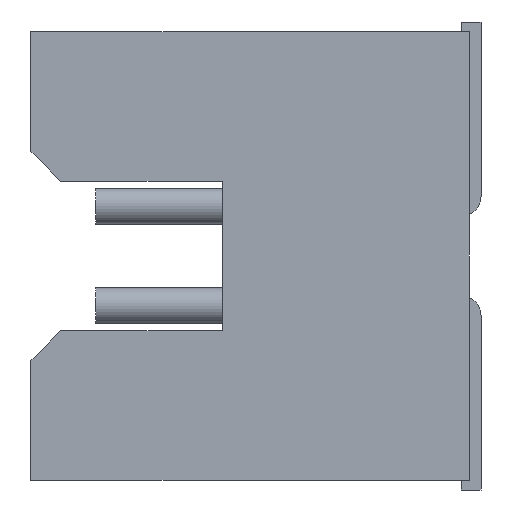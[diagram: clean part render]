
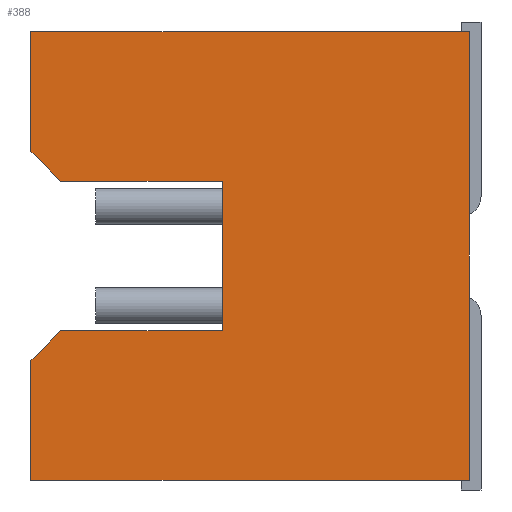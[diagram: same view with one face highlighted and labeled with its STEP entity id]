
A CAD part, left-side view. The second image highlights one B-rep face of the part: STEP entity #388.
In plain terms, the highlighted planar face has unit normal (-1, 0, 0).
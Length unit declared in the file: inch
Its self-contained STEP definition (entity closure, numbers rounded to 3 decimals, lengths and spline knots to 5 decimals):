
#388 = ADVANCED_FACE( '', ( #967 ), #968, .F. );
#967 = FACE_OUTER_BOUND( '', #1777, .T. );
#968 = PLANE( '', #1778 );
#1777 = EDGE_LOOP( '', ( #2804, #2805, #2806, #2807, #2808, #2809, #2810, #2811, #2812, #2813 ) );
#1778 = AXIS2_PLACEMENT_3D( '', #2814, #2815, #2816 );
#2804 = ORIENTED_EDGE( '', *, *, #5011, .T. );
#2805 = ORIENTED_EDGE( '', *, *, #5012, .T. );
#2806 = ORIENTED_EDGE( '', *, *, #5013, .F. );
#2807 = ORIENTED_EDGE( '', *, *, #5014, .F. );
#2808 = ORIENTED_EDGE( '', *, *, #4972, .T. );
#2809 = ORIENTED_EDGE( '', *, *, #5015, .F. );
#2810 = ORIENTED_EDGE( '', *, *, #4996, .T. );
#2811 = ORIENTED_EDGE( '', *, *, #5016, .T. );
#2812 = ORIENTED_EDGE( '', *, *, #5017, .F. );
#2813 = ORIENTED_EDGE( '', *, *, #5018, .F. );
#2814 = CARTESIAN_POINT( '', ( -0.3125, 0.22, -0.1125 ) );
#2815 = DIRECTION( '', ( 1., 0., 0. ) );
#2816 = DIRECTION( '', ( 0., 0., -1. ) );
#4972 = EDGE_CURVE( '', #6031, #6029, #6032, .T. );
#4996 = EDGE_CURVE( '', #6074, #6072, #6075, .T. );
#5011 = EDGE_CURVE( '', #6097, #6098, #6099, .T. );
#5012 = EDGE_CURVE( '', #6098, #6100, #6101, .T. );
#5013 = EDGE_CURVE( '', #6102, #6100, #6103, .T. );
#5014 = EDGE_CURVE( '', #6031, #6102, #6104, .T. );
#5015 = EDGE_CURVE( '', #6074, #6029, #6105, .T. );
#5016 = EDGE_CURVE( '', #6072, #6106, #6107, .T. );
#5017 = EDGE_CURVE( '', #6108, #6106, #6109, .T. );
#5018 = EDGE_CURVE( '', #6097, #6108, #6110, .T. );
#6029 = VERTEX_POINT( '', #7519 );
#6031 = VERTEX_POINT( '', #7522 );
#6032 = LINE( '', #7523, #7524 );
#6072 = VERTEX_POINT( '', #7579 );
#6074 = VERTEX_POINT( '', #7582 );
#6075 = LINE( '', #7583, #7584 );
#6097 = VERTEX_POINT( '', #7612 );
#6098 = VERTEX_POINT( '', #7613 );
#6099 = LINE( '', #7614, #7615 );
#6100 = VERTEX_POINT( '', #7616 );
#6101 = LINE( '', #7617, #7618 );
#6102 = VERTEX_POINT( '', #7619 );
#6103 = LINE( '', #7620, #7621 );
#6104 = LINE( '', #7622, #7623 );
#6105 = LINE( '', #7624, #7625 );
#6106 = VERTEX_POINT( '', #7626 );
#6107 = LINE( '', #7627, #7628 );
#6108 = VERTEX_POINT( '', #7629 );
#6109 = LINE( '', #7630, #7631 );
#6110 = LINE( '', #7632, #7633 );
#7519 = CARTESIAN_POINT( '', ( -0.3125, 0.22, -0.0525 ) );
#7522 = CARTESIAN_POINT( '', ( -0.3125, 0.205, -0.0375 ) );
#7523 = CARTESIAN_POINT( '', ( -0.3125, 0.205, -0.0375 ) );
#7524 = VECTOR( '', #9152, 39.37008 );
#7579 = CARTESIAN_POINT( '', ( -0.3125, 0., -0.1125 ) );
#7582 = CARTESIAN_POINT( '', ( -0.3125, 0.22, -0.1125 ) );
#7583 = CARTESIAN_POINT( '', ( -0.3125, 0.22, -0.1125 ) );
#7584 = VECTOR( '', #9178, 39.37008 );
#7612 = CARTESIAN_POINT( '', ( -0.3125, 0.22, 0.0525 ) );
#7613 = CARTESIAN_POINT( '', ( -0.3125, 0.205, 0.0375 ) );
#7614 = CARTESIAN_POINT( '', ( -0.3125, 0.22, 0.0525 ) );
#7615 = VECTOR( '', #9197, 39.37008 );
#7616 = CARTESIAN_POINT( '', ( -0.3125, 0.124, 0.0375 ) );
#7617 = CARTESIAN_POINT( '', ( -0.3125, 0.316, 0.0375 ) );
#7618 = VECTOR( '', #9198, 39.37008 );
#7619 = CARTESIAN_POINT( '', ( -0.3125, 0.124, -0.0375 ) );
#7620 = CARTESIAN_POINT( '', ( -0.3125, 0.124, -0.0375 ) );
#7621 = VECTOR( '', #9199, 39.37008 );
#7622 = CARTESIAN_POINT( '', ( -0.3125, 0.316, -0.0375 ) );
#7623 = VECTOR( '', #9200, 39.37008 );
#7624 = CARTESIAN_POINT( '', ( -0.3125, 0.22, -0.1125 ) );
#7625 = VECTOR( '', #9201, 39.37008 );
#7626 = CARTESIAN_POINT( '', ( -0.3125, 0., 0.1125 ) );
#7627 = CARTESIAN_POINT( '', ( -0.3125, 0., -0.1125 ) );
#7628 = VECTOR( '', #9202, 39.37008 );
#7629 = CARTESIAN_POINT( '', ( -0.3125, 0.22, 0.1125 ) );
#7630 = CARTESIAN_POINT( '', ( -0.3125, 0.22, 0.1125 ) );
#7631 = VECTOR( '', #9203, 39.37008 );
#7632 = CARTESIAN_POINT( '', ( -0.3125, 0.22, -0.1125 ) );
#7633 = VECTOR( '', #9204, 39.37008 );
#9152 = DIRECTION( '', ( 0., 0.707, -0.707 ) );
#9178 = DIRECTION( '', ( 0., -1., 0. ) );
#9197 = DIRECTION( '', ( 0., -0.707, -0.707 ) );
#9198 = DIRECTION( '', ( 0., -1., 0. ) );
#9199 = DIRECTION( '', ( 0., 0., 1. ) );
#9200 = DIRECTION( '', ( 0., -1., 0. ) );
#9201 = DIRECTION( '', ( 0., 0., 1. ) );
#9202 = DIRECTION( '', ( 0., 0., 1. ) );
#9203 = DIRECTION( '', ( 0., -1., 0. ) );
#9204 = DIRECTION( '', ( 0., 0., 1. ) );
